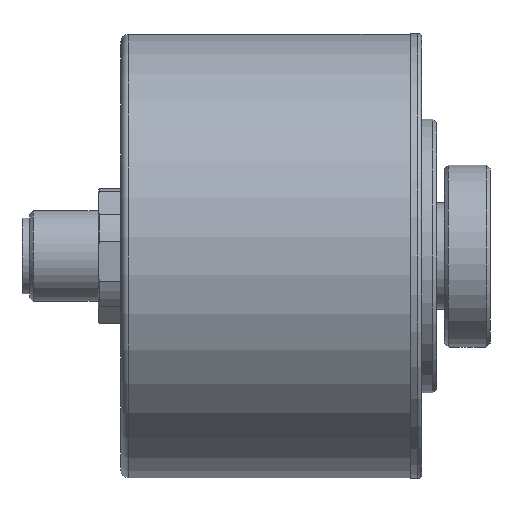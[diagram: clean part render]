
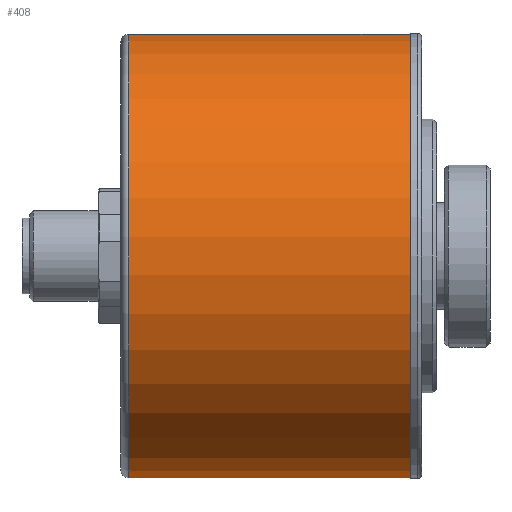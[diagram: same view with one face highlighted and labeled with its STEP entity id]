
A CAD part, left-side view. The second image highlights one B-rep face of the part: STEP entity #408.
In plain terms, the highlighted cylindrical face has radius 29.25 mm (diameter 58.5 mm), a partial arc.
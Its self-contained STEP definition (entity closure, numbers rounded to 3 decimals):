
#50 = AXIS2_PLACEMENT_3D ( 'NONE', #3853, #2470, #657 ) ;
#233 = EDGE_CURVE ( 'NONE', #1525, #1503, #2535, .T. ) ;
#267 = DIRECTION ( 'NONE',  ( 0., 1., 0. ) ) ;
#408 = ADVANCED_FACE ( 'NONE', ( #4116 ), #3765, .T. ) ;
#419 = CARTESIAN_POINT ( 'NONE',  ( -2.549, 43.462, 29.139 ) ) ;
#462 = VECTOR ( 'NONE', #3960, 1000. ) ;
#475 = EDGE_LOOP ( 'NONE', ( #791, #1800, #937, #1702 ) ) ;
#617 = VERTEX_POINT ( 'NONE', #2283 ) ;
#657 = DIRECTION ( 'NONE',  ( 0.087, 0., -0.996 ) ) ;
#696 = EDGE_CURVE ( 'NONE', #3636, #617, #2971, .T. ) ;
#791 = ORIENTED_EDGE ( 'NONE', *, *, #696, .F. ) ;
#937 = ORIENTED_EDGE ( 'NONE', *, *, #233, .T. ) ;
#1171 = CARTESIAN_POINT ( 'NONE',  ( 2.549, 3.5, -29.139 ) ) ;
#1503 = VERTEX_POINT ( 'NONE', #1980 ) ;
#1525 = VERTEX_POINT ( 'NONE', #1625 ) ;
#1595 = AXIS2_PLACEMENT_3D ( 'NONE', #2361, #3096, #4496 ) ;
#1625 = CARTESIAN_POINT ( 'NONE',  ( -2.549, 3.5, 29.139 ) ) ;
#1702 = ORIENTED_EDGE ( 'NONE', *, *, #3500, .T. ) ;
#1800 = ORIENTED_EDGE ( 'NONE', *, *, #3824, .T. ) ;
#1980 = CARTESIAN_POINT ( 'NONE',  ( -2.549, 40.5, 29.139 ) ) ;
#2283 = CARTESIAN_POINT ( 'NONE',  ( 2.549, 40.5, -29.139 ) ) ;
#2361 = CARTESIAN_POINT ( 'NONE',  ( 0., 3.5, 0. ) ) ;
#2470 = DIRECTION ( 'NONE',  ( 0., -1., 0. ) ) ;
#2535 = LINE ( 'NONE', #419, #462 ) ;
#2640 = DIRECTION ( 'NONE',  ( 0., 1., 0. ) ) ;
#2658 = CIRCLE ( 'NONE', #1595, 29.25 ) ;
#2932 = AXIS2_PLACEMENT_3D ( 'NONE', #3065, #267, #3811 ) ;
#2971 = LINE ( 'NONE', #4066, #4197 ) ;
#3065 = CARTESIAN_POINT ( 'NONE',  ( 0., 43.462, 0. ) ) ;
#3096 = DIRECTION ( 'NONE',  ( 0., 1., 0. ) ) ;
#3189 = CIRCLE ( 'NONE', #50, 29.25 ) ;
#3500 = EDGE_CURVE ( 'NONE', #1503, #617, #3189, .T. ) ;
#3636 = VERTEX_POINT ( 'NONE', #1171 ) ;
#3765 = CYLINDRICAL_SURFACE ( 'NONE', #2932, 29.25 ) ;
#3811 = DIRECTION ( 'NONE',  ( -0.087, 0., 0.996 ) ) ;
#3824 = EDGE_CURVE ( 'NONE', #3636, #1525, #2658, .T. ) ;
#3853 = CARTESIAN_POINT ( 'NONE',  ( 0., 40.5, 0. ) ) ;
#3960 = DIRECTION ( 'NONE',  ( 0., 1., 0. ) ) ;
#4066 = CARTESIAN_POINT ( 'NONE',  ( 2.549, 43.462, -29.139 ) ) ;
#4116 = FACE_OUTER_BOUND ( 'NONE', #475, .T. ) ;
#4197 = VECTOR ( 'NONE', #2640, 1000. ) ;
#4496 = DIRECTION ( 'NONE',  ( -0.087, 0., 0.996 ) ) ;
